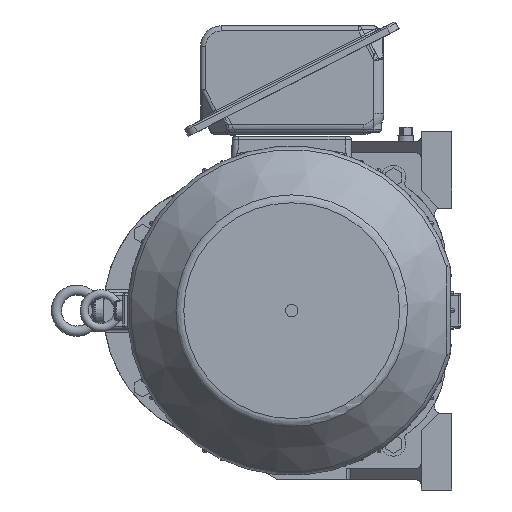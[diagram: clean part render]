
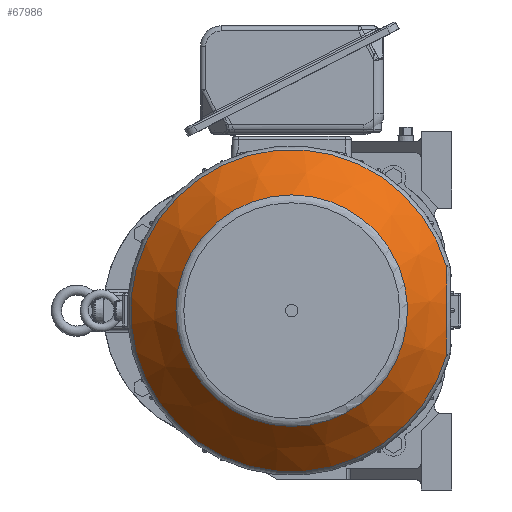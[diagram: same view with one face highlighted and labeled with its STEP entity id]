
A CAD part, left-side view. The second image highlights one B-rep face of the part: STEP entity #67986.
In plain terms, the highlighted conical face has half-angle 40 degrees and reference radius 160.7 mm.
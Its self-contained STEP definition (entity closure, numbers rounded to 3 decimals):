
#1710 = CARTESIAN_POINT ( 'NONE',  ( -436.336, -200.033, -29.311 ) ) ;
#6798 = CIRCLE ( 'NONE', #126797, 157.191 ) ;
#8583 = VERTEX_POINT ( 'NONE', #136726 ) ;
#13531 = CARTESIAN_POINT ( 'NONE',  ( -432.46, -199.781, 43.537 ) ) ;
#19423 = DIRECTION ( 'NONE',  ( 0., 0., 1. ) ) ;
#24327 = CARTESIAN_POINT ( 'NONE',  ( -436.344, -200.033, 29.284 ) ) ;
#32790 = FACE_BOUND ( 'NONE', #129494, .T. ) ;
#36956 = CARTESIAN_POINT ( 'NONE',  ( -439.248, -200.23, -7.517 ) ) ;
#38579 = CARTESIAN_POINT ( 'NONE',  ( -439.255, -200.231, 1.753 ) ) ;
#46273 = DIRECTION ( 'NONE',  ( 1., 0., 0. ) ) ;
#47826 = ORIENTED_EDGE ( 'NONE', *, *, #134315, .T. ) ;
#55052 = CONICAL_SURFACE ( 'NONE', #87219, 160.7, 0.698 ) ;
#56296 = FACE_OUTER_BOUND ( 'NONE', #130431, .T. ) ;
#63696 = CARTESIAN_POINT ( 'NONE',  ( -438.961, -200.211, 9.161 ) ) ;
#63943 = EDGE_CURVE ( 'NONE', #70671, #122290, #95642, .T. ) ;
#67986 = ADVANCED_FACE ( 'NONE', ( #32790, #56296 ), #55052, .T. ) ;
#70671 = VERTEX_POINT ( 'NONE', #90553 ) ;
#77914 = CARTESIAN_POINT ( 'NONE',  ( -432.46, -199.781, 43.537 ) ) ;
#87219 = AXIS2_PLACEMENT_3D ( 'NONE', #94019, #158475, #160158 ) ;
#88868 = CARTESIAN_POINT ( 'NONE',  ( -432.46, -199.781, -43.537 ) ) ;
#89690 = CARTESIAN_POINT ( 'NONE',  ( -438.077, -200.15, 18.367 ) ) ;
#90553 = CARTESIAN_POINT ( 'NONE',  ( -432.46, -199.781, -43.537 ) ) ;
#90745 = ORIENTED_EDGE ( 'NONE', *, *, #110941, .T. ) ;
#94019 = CARTESIAN_POINT ( 'NONE',  ( -428.278, -48.74, 0. ) ) ;
#95642 = B_SPLINE_CURVE_WITH_KNOTS ( 'NONE', 3,
 ( #88868, #103888, #1710, #139130, #36956, #38579, #139955, #154968, #63696, #142410, #89690, #24327, #113170, #77914 ),
 .UNSPECIFIED., .F., .F.,
 ( 4, 2, 2, 2, 2, 2, 4 ),
 ( 0., 0.022, 0.044, 0.049, 0.055, 0.066, 0.088 ),
 .UNSPECIFIED. ) ;
#103888 = CARTESIAN_POINT ( 'NONE',  ( -434.637, -199.92, -36.461 ) ) ;
#108649 = CARTESIAN_POINT ( 'NONE',  ( -432.46, -48.74, 0. ) ) ;
#110941 = EDGE_CURVE ( 'NONE', #122290, #70671, #6798, .T. ) ;
#113170 = CARTESIAN_POINT ( 'NONE',  ( -434.639, -199.92, 36.456 ) ) ;
#122290 = VERTEX_POINT ( 'NONE', #13531 ) ;
#126797 = AXIS2_PLACEMENT_3D ( 'NONE', #108649, #159759, #131289 ) ;
#129494 = EDGE_LOOP ( 'NONE', ( #47826 ) ) ;
#130431 = EDGE_LOOP ( 'NONE', ( #90745, #140122 ) ) ;
#131289 = DIRECTION ( 'NONE',  ( 0., 0., 1. ) ) ;
#134198 = CARTESIAN_POINT ( 'NONE',  ( -485.128, -48.74, 0. ) ) ;
#134315 = EDGE_CURVE ( 'NONE', #8583, #8583, #138337, .T. ) ;
#136726 = CARTESIAN_POINT ( 'NONE',  ( -485.128, -48.74, 112.997 ) ) ;
#138337 = CIRCLE ( 'NONE', #159741, 112.997 ) ;
#139130 = CARTESIAN_POINT ( 'NONE',  ( -438.641, -200.188, -14.839 ) ) ;
#139955 = CARTESIAN_POINT ( 'NONE',  ( -439.219, -200.228, 3.606 ) ) ;
#140122 = ORIENTED_EDGE ( 'NONE', *, *, #63943, .T. ) ;
#142410 = CARTESIAN_POINT ( 'NONE',  ( -438.518, -200.18, 14.701 ) ) ;
#154968 = CARTESIAN_POINT ( 'NONE',  ( -439.072, -200.218, 7.309 ) ) ;
#158475 = DIRECTION ( 'NONE',  ( 1., 0., 0. ) ) ;
#159741 = AXIS2_PLACEMENT_3D ( 'NONE', #134198, #46273, #19423 ) ;
#159759 = DIRECTION ( 'NONE',  ( -1., 0., 0. ) ) ;
#160158 = DIRECTION ( 'NONE',  ( 0., 0., -1. ) ) ;
